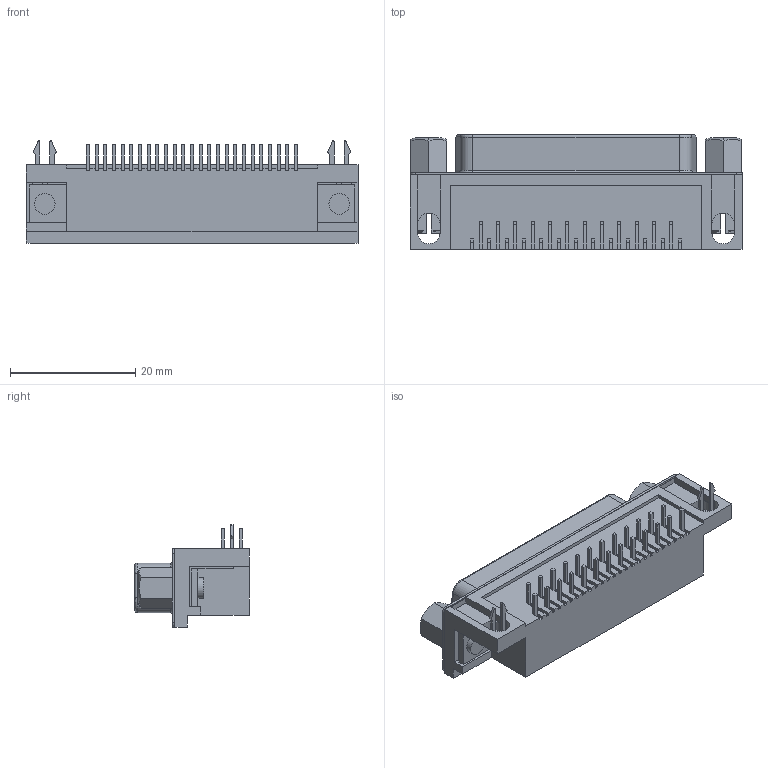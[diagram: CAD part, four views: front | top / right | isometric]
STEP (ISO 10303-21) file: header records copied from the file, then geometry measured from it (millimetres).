
FILE_DESCRIPTION (( 'STEP AP203' ), '1' );
FILE_NAME ('SD25S-RA-PC.STEP', '2011-05-04T13:35:54', ( 'x' ), ( 'Microsoft' ), 'SwSTEP 2.0', 'SolidWorks 2010', '' );
FILE_SCHEMA (( 'CONFIG_CONTROL_DESIGN' ));
Length unit declared in the file: inch
Products named in the file (1): SD25S-RA-PC
Bounding box: 53.04 x 18.3 x 16.35 mm (x, y, z)
Volume: 7834.4 mm3; surface area: 5959 mm2
Topology: 1 solids, 5 shells, 562 faces, 1416 edges, 898 vertices
Faces by surface type: plane 386, cylinder 114, cone 50, bspline 8, torus 4
Entity records: 16915 total; most frequent: CARTESIAN_POINT 3179, ORIENTED_EDGE 2832, DIRECTION 2800, EDGE_CURVE 1416, LINE 1102, VECTOR 1102, VERTEX_POINT 898, AXIS2_PLACEMENT_3D 849
